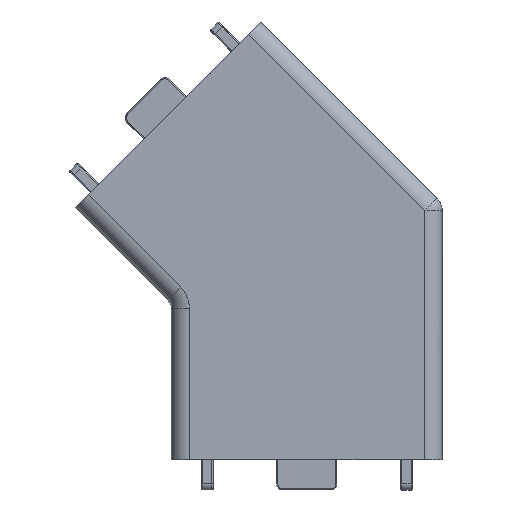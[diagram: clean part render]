
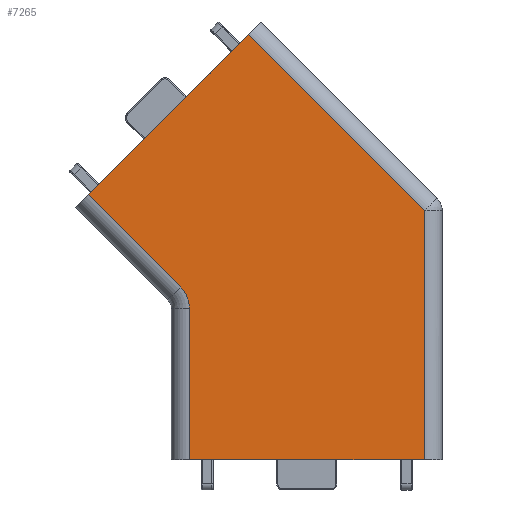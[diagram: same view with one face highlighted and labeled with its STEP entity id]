
A CAD part, left-side view. The second image highlights one B-rep face of the part: STEP entity #7265.
In plain terms, the highlighted planar face has unit normal (-1, 0, 0).
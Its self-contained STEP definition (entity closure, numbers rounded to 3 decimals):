
#6610=CARTESIAN_POINT('',(0.0,-22.,41.326));
#6611=VERTEX_POINT('',#6610);
#6619=CARTESIAN_POINT('',(0.0,-22.0,0.));
#6620=VERTEX_POINT('',#6619);
#6621=CARTESIAN_POINT('',(0.0,-22.,41.326));
#6622=DIRECTION('',(0.0,0.0,-1.0));
#6623=VECTOR('',#6622,41.326);
#6624=LINE('',#6621,#6623);
#6625=EDGE_CURVE('',#6611,#6620,#6624,.T.);
#6670=CARTESIAN_POINT('',(0.0,7.222,70.548));
#6671=VERTEX_POINT('',#6670);
#6679=CARTESIAN_POINT('',(0.0,7.222,70.548));
#6680=DIRECTION('',(0.0,-0.707,-0.707));
#6681=VECTOR('',#6680,41.326);
#6682=LINE('',#6679,#6681);
#6683=EDGE_CURVE('',#6671,#6611,#6682,.T.);
#6785=CARTESIAN_POINT('',(0.0,17.,0.));
#6786=VERTEX_POINT('',#6785);
#6787=CARTESIAN_POINT('',(0.0,-22.0,0.));
#6788=DIRECTION('',(0.0,1.0,0.0));
#6789=VECTOR('',#6788,39.);
#6790=LINE('',#6787,#6789);
#6791=EDGE_CURVE('',#6620,#6786,#6790,.T.);
#6871=CARTESIAN_POINT('',(0.0,17.,25.172));
#6872=VERTEX_POINT('',#6871);
#6873=CARTESIAN_POINT('',(0.0,17.0,0.));
#6874=DIRECTION('',(0.0,0.0,1.0));
#6875=VECTOR('',#6874,25.172);
#6876=LINE('',#6873,#6875);
#6877=EDGE_CURVE('',#6786,#6872,#6876,.T.);
#6902=CARTESIAN_POINT('',(0.0,18.464,28.707));
#6903=VERTEX_POINT('',#6902);
#6921=CARTESIAN_POINT('',(0.0,22.0,25.172));
#6922=DIRECTION('',(-1.0,0.0,0.0));
#6923=DIRECTION('',(0.0,-0.924,0.383));
#6924=AXIS2_PLACEMENT_3D('',#6921,#6922,#6923);
#6925=CIRCLE('',#6924,5.);
#6926=EDGE_CURVE('',#6872,#6903,#6925,.T.);
#6936=CARTESIAN_POINT('',(0.0,33.763,44.006));
#6937=VERTEX_POINT('',#6936);
#6954=CARTESIAN_POINT('',(0.0,18.464,28.707));
#6955=DIRECTION('',(0.0,0.707,0.707));
#6956=VECTOR('',#6955,21.636);
#6957=LINE('',#6954,#6956);
#6958=EDGE_CURVE('',#6903,#6937,#6957,.T.);
#7069=CARTESIAN_POINT('',(0.0,33.763,44.006));
#7070=DIRECTION('',(0.0,-0.707,0.707));
#7071=VECTOR('',#7070,37.536);
#7072=LINE('',#7069,#7071);
#7073=EDGE_CURVE('',#6937,#6671,#7072,.T.);
#7251=CARTESIAN_POINT('',(0.0,2.028,31.275));
#7252=DIRECTION('',(1.0,0.0,0.0));
#7253=DIRECTION('',(0.0,0.0,-1.0));
#7254=AXIS2_PLACEMENT_3D('',#7251,#7252,#7253);
#7255=PLANE('',#7254);
#7256=ORIENTED_EDGE('',*,*,#6683,.F.);
#7257=ORIENTED_EDGE('',*,*,#7073,.F.);
#7258=ORIENTED_EDGE('',*,*,#6958,.F.);
#7259=ORIENTED_EDGE('',*,*,#6926,.F.);
#7260=ORIENTED_EDGE('',*,*,#6877,.F.);
#7261=ORIENTED_EDGE('',*,*,#6791,.F.);
#7262=ORIENTED_EDGE('',*,*,#6625,.F.);
#7263=EDGE_LOOP('',(#7256,#7257,#7258,#7259,#7260,#7261,#7262));
#7264=FACE_OUTER_BOUND('',#7263,.T.);
#7265=ADVANCED_FACE('',(#7264),#7255,.F.);
